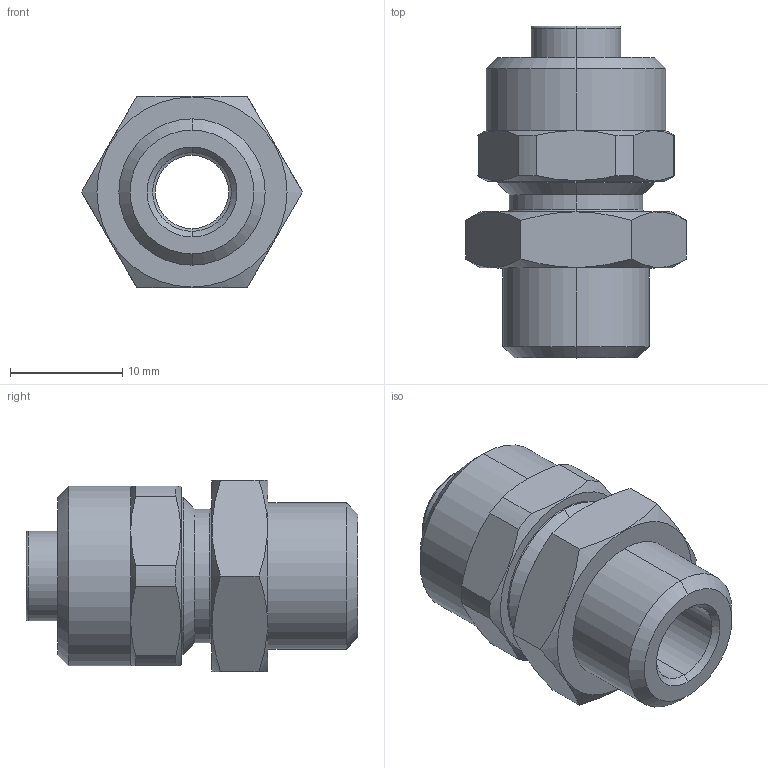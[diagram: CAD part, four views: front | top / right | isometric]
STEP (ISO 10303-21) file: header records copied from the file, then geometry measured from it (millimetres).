
FILE_DESCRIPTION(( 'MC.12A.10.14.STEP' ), '1');
FILE_NAME( 'MC.12A.10.14.STEP', '2018-10-01T15:44:08',( 'Sopra'),('sopra-pneumatic.com'), 'SwSTEP 2.0','SolidWorks 2009','' );
FILE_SCHEMA (( 'CONFIG_CONTROL_DESIGN' ));
Length unit declared in the file: millimetre
Products named in the file (1): 02020052
Bounding box: 19.63 x 29.5 x 17 mm (x, y, z)
Volume: 3914 mm3; surface area: 2594.5 mm2
Topology: 1 solids, 1 shells, 75 faces, 170 edges, 102 vertices
Faces by surface type: cone 28, cylinder 24, plane 19, torus 4
Entity records: 2333 total; most frequent: CARTESIAN_POINT 584, DIRECTION 362, ORIENTED_EDGE 340, EDGE_CURVE 170, AXIS2_PLACEMENT_3D 152, VERTEX_POINT 102, EDGE_LOOP 82, CIRCLE 76
